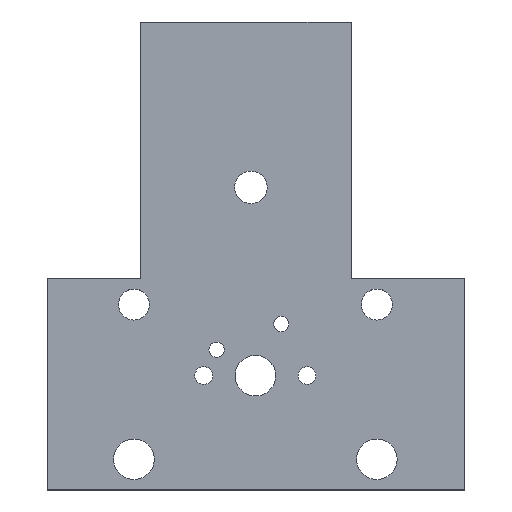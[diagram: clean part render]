
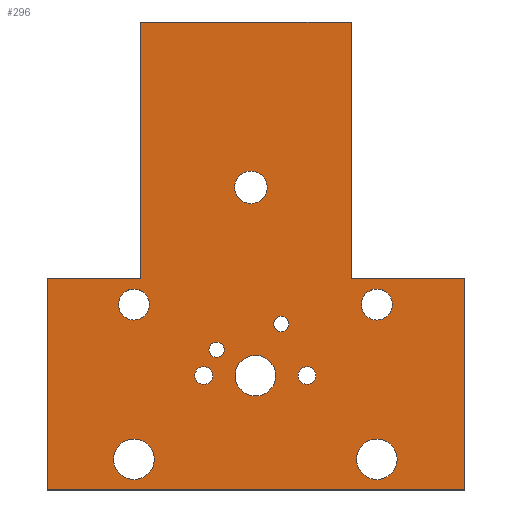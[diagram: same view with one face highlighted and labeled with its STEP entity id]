
A CAD part, top view. The second image highlights one B-rep face of the part: STEP entity #296.
In plain terms, the highlighted planar face has unit normal (0, 0, 1).
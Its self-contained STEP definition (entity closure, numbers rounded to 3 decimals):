
#42 = VERTEX_POINT('',#43);
#43 = CARTESIAN_POINT('',(159.35,-102.25,1.6));
#49 = EDGE_CURVE('',#42,#50,#52,.T.);
#50 = VERTEX_POINT('',#51);
#51 = CARTESIAN_POINT('',(170.5,-102.25,1.6));
#52 = LINE('',#53,#54);
#53 = CARTESIAN_POINT('',(159.35,-102.25,1.6));
#54 = VECTOR('',#55,1.);
#55 = DIRECTION('',(1.,0.,0.));
#82 = VERTEX_POINT('',#83);
#83 = CARTESIAN_POINT('',(159.35,-77.,1.6));
#89 = EDGE_CURVE('',#82,#42,#90,.T.);
#90 = LINE('',#91,#92);
#91 = CARTESIAN_POINT('',(159.35,-77.,1.6));
#92 = VECTOR('',#93,1.);
#93 = DIRECTION('',(0.,-1.,0.));
#111 = EDGE_CURVE('',#50,#112,#114,.T.);
#112 = VERTEX_POINT('',#113);
#113 = CARTESIAN_POINT('',(170.5,-123.,1.6));
#114 = LINE('',#115,#116);
#115 = CARTESIAN_POINT('',(170.5,-102.25,1.6));
#116 = VECTOR('',#117,1.);
#117 = DIRECTION('',(0.,-1.,0.));
#296 = ADVANCED_FACE('',(#297,#340,#351,#362,#373,#384,#395,#406,#417,
    #428,#439),#450,.T.);
#297 = FACE_BOUND('',#298,.T.);
#298 = EDGE_LOOP('',(#299,#300,#301,#309,#317,#325,#333,#339));
#299 = ORIENTED_EDGE('',*,*,#49,.F.);
#300 = ORIENTED_EDGE('',*,*,#89,.F.);
#301 = ORIENTED_EDGE('',*,*,#302,.F.);
#302 = EDGE_CURVE('',#303,#82,#305,.T.);
#303 = VERTEX_POINT('',#304);
#304 = CARTESIAN_POINT('',(138.65,-77.,1.6));
#305 = LINE('',#306,#307);
#306 = CARTESIAN_POINT('',(138.65,-77.,1.6));
#307 = VECTOR('',#308,1.);
#308 = DIRECTION('',(1.,0.,0.));
#309 = ORIENTED_EDGE('',*,*,#310,.F.);
#310 = EDGE_CURVE('',#311,#303,#313,.T.);
#311 = VERTEX_POINT('',#312);
#312 = CARTESIAN_POINT('',(138.65,-102.25,1.6));
#313 = LINE('',#314,#315);
#314 = CARTESIAN_POINT('',(138.65,-102.25,1.6));
#315 = VECTOR('',#316,1.);
#316 = DIRECTION('',(0.,1.,0.));
#317 = ORIENTED_EDGE('',*,*,#318,.F.);
#318 = EDGE_CURVE('',#319,#311,#321,.T.);
#319 = VERTEX_POINT('',#320);
#320 = CARTESIAN_POINT('',(129.5,-102.25,1.6));
#321 = LINE('',#322,#323);
#322 = CARTESIAN_POINT('',(129.5,-102.25,1.6));
#323 = VECTOR('',#324,1.);
#324 = DIRECTION('',(1.,0.,0.));
#325 = ORIENTED_EDGE('',*,*,#326,.F.);
#326 = EDGE_CURVE('',#327,#319,#329,.T.);
#327 = VERTEX_POINT('',#328);
#328 = CARTESIAN_POINT('',(129.5,-123.,1.6));
#329 = LINE('',#330,#331);
#330 = CARTESIAN_POINT('',(129.5,-123.,1.6));
#331 = VECTOR('',#332,1.);
#332 = DIRECTION('',(0.,1.,0.));
#333 = ORIENTED_EDGE('',*,*,#334,.F.);
#334 = EDGE_CURVE('',#112,#327,#335,.T.);
#335 = LINE('',#336,#337);
#336 = CARTESIAN_POINT('',(170.5,-123.,1.6));
#337 = VECTOR('',#338,1.);
#338 = DIRECTION('',(-1.,0.,0.));
#339 = ORIENTED_EDGE('',*,*,#111,.F.);
#340 = FACE_BOUND('',#341,.T.);
#341 = EDGE_LOOP('',(#342));
#342 = ORIENTED_EDGE('',*,*,#343,.T.);
#343 = EDGE_CURVE('',#344,#344,#346,.T.);
#344 = VERTEX_POINT('',#345);
#345 = CARTESIAN_POINT('',(138.002,-121.979,1.6));
#346 = CIRCLE('',#347,1.994);
#347 = AXIS2_PLACEMENT_3D('',#348,#349,#350);
#348 = CARTESIAN_POINT('',(138.002,-119.985,1.6));
#349 = DIRECTION('',(-0.,0.,-1.));
#350 = DIRECTION('',(-0.,-1.,0.));
#351 = FACE_BOUND('',#352,.T.);
#352 = EDGE_LOOP('',(#353));
#353 = ORIENTED_EDGE('',*,*,#354,.T.);
#354 = EDGE_CURVE('',#355,#355,#357,.T.);
#355 = VERTEX_POINT('',#356);
#356 = CARTESIAN_POINT('',(144.86,-112.635,1.6));
#357 = CIRCLE('',#358,0.875);
#358 = AXIS2_PLACEMENT_3D('',#359,#360,#361);
#359 = CARTESIAN_POINT('',(144.86,-111.76,1.6));
#360 = DIRECTION('',(-0.,0.,-1.));
#361 = DIRECTION('',(-0.,-1.,0.));
#362 = FACE_BOUND('',#363,.T.);
#363 = EDGE_LOOP('',(#364));
#364 = ORIENTED_EDGE('',*,*,#365,.T.);
#365 = EDGE_CURVE('',#366,#366,#368,.T.);
#366 = VERTEX_POINT('',#367);
#367 = CARTESIAN_POINT('',(149.94,-113.76,1.6));
#368 = CIRCLE('',#369,2.);
#369 = AXIS2_PLACEMENT_3D('',#370,#371,#372);
#370 = CARTESIAN_POINT('',(149.94,-111.76,1.6));
#371 = DIRECTION('',(-0.,0.,-1.));
#372 = DIRECTION('',(-0.,-1.,0.));
#373 = FACE_BOUND('',#374,.T.);
#374 = EDGE_LOOP('',(#375));
#375 = ORIENTED_EDGE('',*,*,#376,.T.);
#376 = EDGE_CURVE('',#377,#377,#379,.T.);
#377 = VERTEX_POINT('',#378);
#378 = CARTESIAN_POINT('',(146.13,-109.97,1.6));
#379 = CIRCLE('',#380,0.75);
#380 = AXIS2_PLACEMENT_3D('',#381,#382,#383);
#381 = CARTESIAN_POINT('',(146.13,-109.22,1.6));
#382 = DIRECTION('',(-0.,0.,-1.));
#383 = DIRECTION('',(-0.,-1.,0.));
#384 = FACE_BOUND('',#385,.T.);
#385 = EDGE_LOOP('',(#386));
#386 = ORIENTED_EDGE('',*,*,#387,.T.);
#387 = EDGE_CURVE('',#388,#388,#390,.T.);
#388 = VERTEX_POINT('',#389);
#389 = CARTESIAN_POINT('',(161.878,-121.979,1.6));
#390 = CIRCLE('',#391,1.994);
#391 = AXIS2_PLACEMENT_3D('',#392,#393,#394);
#392 = CARTESIAN_POINT('',(161.878,-119.985,1.6));
#393 = DIRECTION('',(-0.,0.,-1.));
#394 = DIRECTION('',(-0.,-1.,0.));
#395 = FACE_BOUND('',#396,.T.);
#396 = EDGE_LOOP('',(#397));
#397 = ORIENTED_EDGE('',*,*,#398,.T.);
#398 = EDGE_CURVE('',#399,#399,#401,.T.);
#399 = VERTEX_POINT('',#400);
#400 = CARTESIAN_POINT('',(155.02,-112.635,1.6));
#401 = CIRCLE('',#402,0.875);
#402 = AXIS2_PLACEMENT_3D('',#403,#404,#405);
#403 = CARTESIAN_POINT('',(155.02,-111.76,1.6));
#404 = DIRECTION('',(-0.,0.,-1.));
#405 = DIRECTION('',(-0.,-1.,0.));
#406 = FACE_BOUND('',#407,.T.);
#407 = EDGE_LOOP('',(#408));
#408 = ORIENTED_EDGE('',*,*,#409,.T.);
#409 = EDGE_CURVE('',#410,#410,#412,.T.);
#410 = VERTEX_POINT('',#411);
#411 = CARTESIAN_POINT('',(138.002,-106.299,1.6));
#412 = CIRCLE('',#413,1.524);
#413 = AXIS2_PLACEMENT_3D('',#414,#415,#416);
#414 = CARTESIAN_POINT('',(138.002,-104.775,1.6));
#415 = DIRECTION('',(-0.,0.,-1.));
#416 = DIRECTION('',(-0.,-1.,0.));
#417 = FACE_BOUND('',#418,.T.);
#418 = EDGE_LOOP('',(#419));
#419 = ORIENTED_EDGE('',*,*,#420,.T.);
#420 = EDGE_CURVE('',#421,#421,#423,.T.);
#421 = VERTEX_POINT('',#422);
#422 = CARTESIAN_POINT('',(149.5,-94.85,1.6));
#423 = CIRCLE('',#424,1.6);
#424 = AXIS2_PLACEMENT_3D('',#425,#426,#427);
#425 = CARTESIAN_POINT('',(149.5,-93.25,1.6));
#426 = DIRECTION('',(-0.,0.,-1.));
#427 = DIRECTION('',(-0.,-1.,0.));
#428 = FACE_BOUND('',#429,.T.);
#429 = EDGE_LOOP('',(#430));
#430 = ORIENTED_EDGE('',*,*,#431,.T.);
#431 = EDGE_CURVE('',#432,#432,#434,.T.);
#432 = VERTEX_POINT('',#433);
#433 = CARTESIAN_POINT('',(152.48,-107.43,1.6));
#434 = CIRCLE('',#435,0.75);
#435 = AXIS2_PLACEMENT_3D('',#436,#437,#438);
#436 = CARTESIAN_POINT('',(152.48,-106.68,1.6));
#437 = DIRECTION('',(-0.,0.,-1.));
#438 = DIRECTION('',(-0.,-1.,0.));
#439 = FACE_BOUND('',#440,.T.);
#440 = EDGE_LOOP('',(#441));
#441 = ORIENTED_EDGE('',*,*,#442,.T.);
#442 = EDGE_CURVE('',#443,#443,#445,.T.);
#443 = VERTEX_POINT('',#444);
#444 = CARTESIAN_POINT('',(161.878,-106.299,1.6));
#445 = CIRCLE('',#446,1.524);
#446 = AXIS2_PLACEMENT_3D('',#447,#448,#449);
#447 = CARTESIAN_POINT('',(161.878,-104.775,1.6));
#448 = DIRECTION('',(-0.,0.,-1.));
#449 = DIRECTION('',(-0.,-1.,0.));
#450 = PLANE('',#451);
#451 = AXIS2_PLACEMENT_3D('',#452,#453,#454);
#452 = CARTESIAN_POINT('',(0.,0.,1.6));
#453 = DIRECTION('',(0.,0.,1.));
#454 = DIRECTION('',(1.,0.,-0.));
